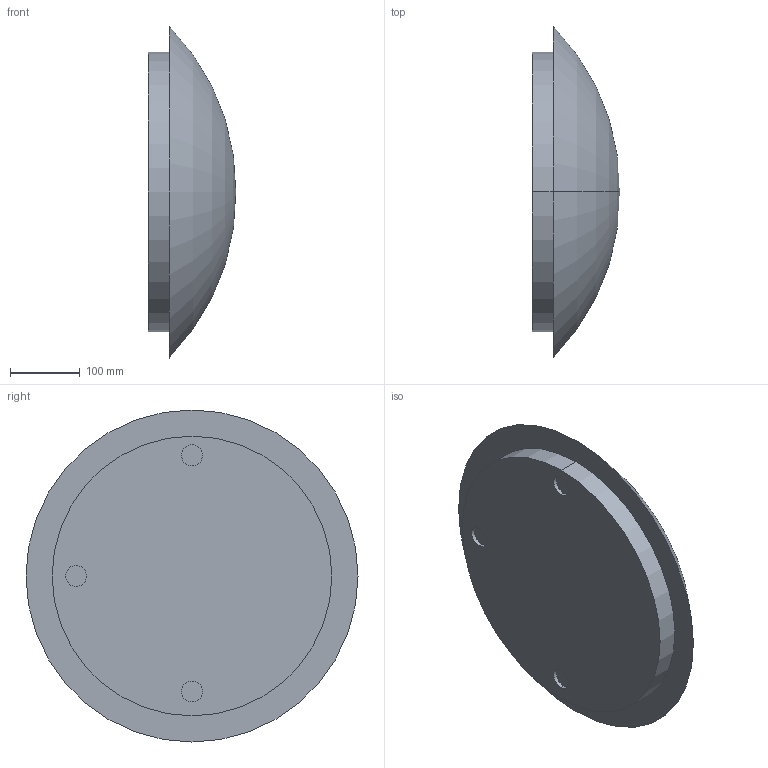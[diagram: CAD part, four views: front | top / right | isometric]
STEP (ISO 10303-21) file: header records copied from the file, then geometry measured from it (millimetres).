
FILE_DESCRIPTION (( 'STEP AP214' ), '1' );
FILE_NAME ('RKL LED 38.STEP', '2018-07-27T13:00:44', ( '' ), ( '' ), 'SwSTEP 2.0', 'SolidWorks 2013', '' );
FILE_SCHEMA (( 'AUTOMOTIVE_DESIGN' ));
Length unit declared in the file: millimetre
Products named in the file (1): RKL LED 38
Bounding box: 125.48 x 476 x 476 mm (x, y, z)
Volume: 12856392.9 mm3; surface area: 424494.7 mm2
Topology: 1 solids, 1 shells, 15 faces, 30 edges, 19 vertices
Faces by surface type: cylinder 8, plane 5, torus 2
Entity records: 589 total; most frequent: DIRECTION 80, CARTESIAN_POINT 63, ORIENTED_EDGE 56, AXIS2_PLACEMENT_3D 36, EDGE_CURVE 28, CIRCLE 20, EDGE_LOOP 19, VERTEX_POINT 19
